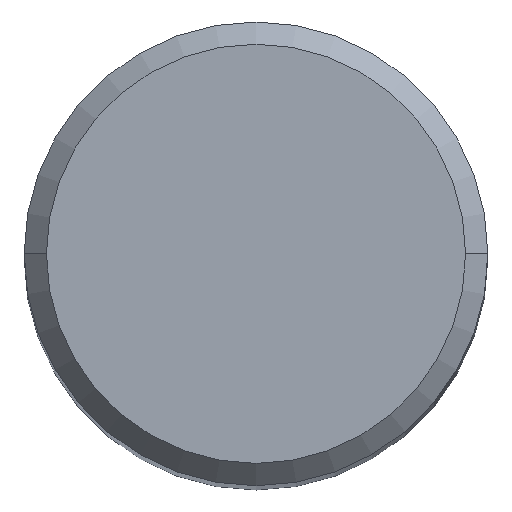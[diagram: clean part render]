
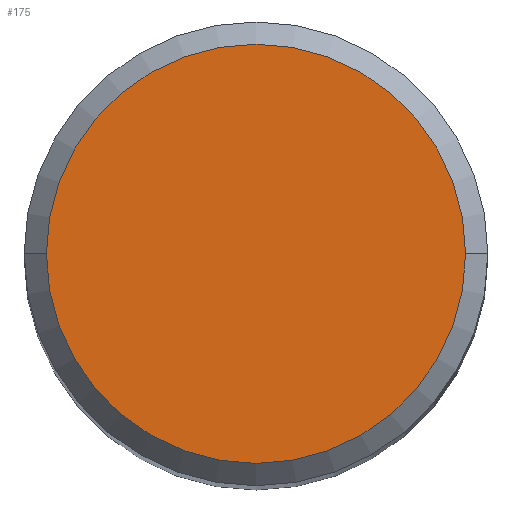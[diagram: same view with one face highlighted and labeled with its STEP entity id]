
A CAD part, top view. The second image highlights one B-rep face of the part: STEP entity #175.
In plain terms, the highlighted planar face has unit normal (0, 0, 1).
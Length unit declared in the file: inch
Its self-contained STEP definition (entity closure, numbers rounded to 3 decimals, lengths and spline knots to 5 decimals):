
#4 = DIRECTION ( 'NONE',  ( 1., 0., 0. ) ) ;
#15 = VERTEX_POINT ( 'NONE', #266 ) ;
#24 = DIRECTION ( 'NONE',  ( 0., 0., 1. ) ) ;
#31 = AXIS2_PLACEMENT_3D ( 'NONE', #288, #215, #147 ) ;
#40 = EDGE_CURVE ( 'NONE', #143, #15, #45, .T. ) ;
#45 = CIRCLE ( 'NONE', #31, 0.14125 ) ;
#49 = AXIS2_PLACEMENT_3D ( 'NONE', #101, #24, #177 ) ;
#51 = CARTESIAN_POINT ( 'NONE',  ( 0.14125, 0., 2.5 ) ) ;
#83 = ORIENTED_EDGE ( 'NONE', *, *, #271, .T. ) ;
#101 = CARTESIAN_POINT ( 'NONE',  ( 0., 0., 2.5 ) ) ;
#135 = DIRECTION ( 'NONE',  ( 0., 0., 1. ) ) ;
#136 = CARTESIAN_POINT ( 'NONE',  ( 0., 0., 2.5 ) ) ;
#143 = VERTEX_POINT ( 'NONE', #51 ) ;
#147 = DIRECTION ( 'NONE',  ( 1., 0., 0. ) ) ;
#164 = AXIS2_PLACEMENT_3D ( 'NONE', #136, #135, #4 ) ;
#175 = ADVANCED_FACE ( 'NONE', ( #280 ), #249, .T. ) ;
#177 = DIRECTION ( 'NONE',  ( 1., 0., 0. ) ) ;
#182 = ORIENTED_EDGE ( 'NONE', *, *, #40, .T. ) ;
#201 = CIRCLE ( 'NONE', #164, 0.14125 ) ;
#215 = DIRECTION ( 'NONE',  ( 0., 0., 1. ) ) ;
#249 = PLANE ( 'NONE',  #49 ) ;
#258 = EDGE_LOOP ( 'NONE', ( #83, #182 ) ) ;
#266 = CARTESIAN_POINT ( 'NONE',  ( -0.14125, 0., 2.5 ) ) ;
#271 = EDGE_CURVE ( 'NONE', #15, #143, #201, .T. ) ;
#280 = FACE_OUTER_BOUND ( 'NONE', #258, .T. ) ;
#288 = CARTESIAN_POINT ( 'NONE',  ( 0., 0., 2.5 ) ) ;
